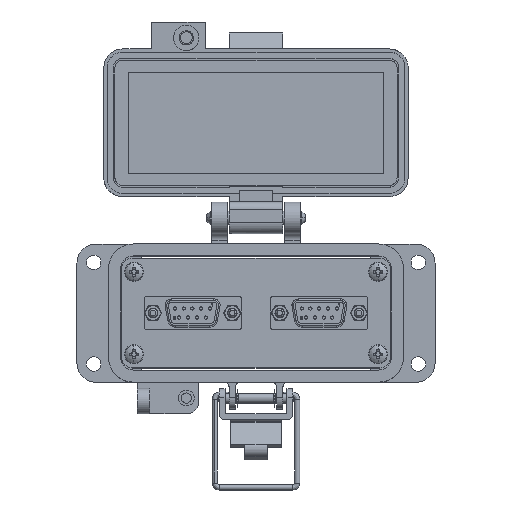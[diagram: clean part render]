
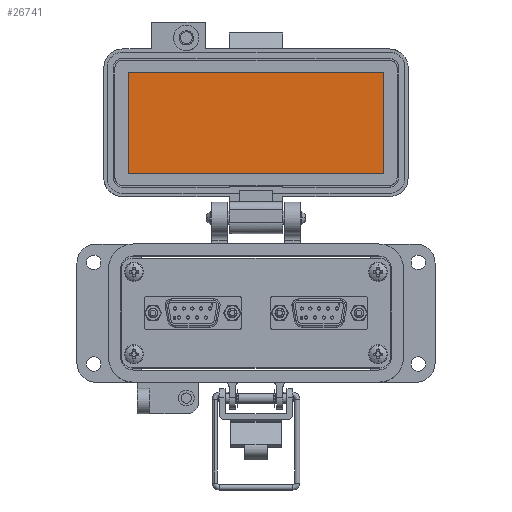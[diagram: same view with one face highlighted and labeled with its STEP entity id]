
A CAD part, top view. The second image highlights one B-rep face of the part: STEP entity #26741.
In plain terms, the highlighted planar face has unit normal (0, 0, 1).
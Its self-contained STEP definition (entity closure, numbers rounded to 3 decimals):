
#31 = CARTESIAN_POINT ( 'NONE',  ( 40.25, 83.154, -25.55 ) ) ;
#144 = CARTESIAN_POINT ( 'NONE',  ( -40.25, 67.154, -25.55 ) ) ;
#1985 = VERTEX_POINT ( 'NONE', #31 ) ;
#2578 = VECTOR ( 'NONE', #26480, 1000. ) ;
#5690 = FACE_OUTER_BOUND ( 'NONE', #18197, .T. ) ;
#5967 = CARTESIAN_POINT ( 'NONE',  ( -8.5, 67.154, -25.55 ) ) ;
#9219 = LINE ( 'NONE', #26646, #47423 ) ;
#9375 = VERTEX_POINT ( 'NONE', #16153 ) ;
#15347 = VERTEX_POINT ( 'NONE', #55903 ) ;
#15654 = VECTOR ( 'NONE', #30303, 1000. ) ;
#16153 = CARTESIAN_POINT ( 'NONE',  ( 40.25, 51.154, -25.55 ) ) ;
#18197 = EDGE_LOOP ( 'NONE', ( #18464, #29903, #26522, #29593 ) ) ;
#18464 = ORIENTED_EDGE ( 'NONE', *, *, #40434, .F. ) ;
#22189 = EDGE_CURVE ( 'NONE', #9375, #50194, #32214, .T. ) ;
#22567 = LINE ( 'NONE', #56260, #15654 ) ;
#26480 = DIRECTION ( 'NONE',  ( 0., 1., 0. ) ) ;
#26522 = ORIENTED_EDGE ( 'NONE', *, *, #22189, .F. ) ;
#26646 = CARTESIAN_POINT ( 'NONE',  ( 40.25, 67.154, -25.55 ) ) ;
#26741 = ADVANCED_FACE ( 'NONE', ( #5690 ), #49402, .T. ) ;
#28402 = EDGE_CURVE ( 'NONE', #50194, #15347, #30474, .T. ) ;
#29593 = ORIENTED_EDGE ( 'NONE', *, *, #31131, .F. ) ;
#29903 = ORIENTED_EDGE ( 'NONE', *, *, #28402, .F. ) ;
#30303 = DIRECTION ( 'NONE',  ( 1., 0., 0. ) ) ;
#30474 = LINE ( 'NONE', #144, #2578 ) ;
#31131 = EDGE_CURVE ( 'NONE', #1985, #9375, #9219, .T. ) ;
#32214 = LINE ( 'NONE', #36788, #37915 ) ;
#32487 = DIRECTION ( 'NONE',  ( -1., 0., 0. ) ) ;
#36788 = CARTESIAN_POINT ( 'NONE',  ( 42., 51.154, -25.55 ) ) ;
#37915 = VECTOR ( 'NONE', #32487, 1000. ) ;
#40434 = EDGE_CURVE ( 'NONE', #15347, #1985, #22567, .T. ) ;
#41686 = DIRECTION ( 'NONE',  ( 0., 0., 1. ) ) ;
#42787 = CARTESIAN_POINT ( 'NONE',  ( -40.25, 51.154, -25.55 ) ) ;
#44038 = AXIS2_PLACEMENT_3D ( 'NONE', #5967, #41686, #54832 ) ;
#44329 = DIRECTION ( 'NONE',  ( 0., -1., 0. ) ) ;
#47423 = VECTOR ( 'NONE', #44329, 1000. ) ;
#49402 = PLANE ( 'NONE',  #44038 ) ;
#50194 = VERTEX_POINT ( 'NONE', #42787 ) ;
#54832 = DIRECTION ( 'NONE',  ( 0., -1., 0. ) ) ;
#55903 = CARTESIAN_POINT ( 'NONE',  ( -40.25, 83.154, -25.55 ) ) ;
#56260 = CARTESIAN_POINT ( 'NONE',  ( -8.5, 83.154, -25.55 ) ) ;
